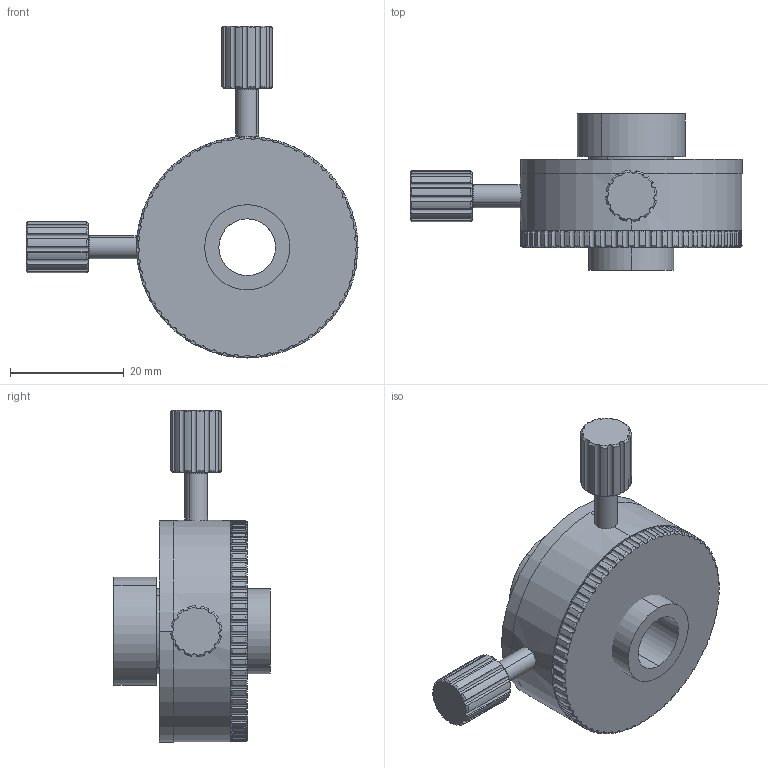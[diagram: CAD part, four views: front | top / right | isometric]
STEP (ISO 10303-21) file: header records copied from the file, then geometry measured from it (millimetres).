
FILE_DESCRIPTION (( 'STEP AP203' ), '1' );
FILE_NAME ('507005.STEP', '2021-05-28T06:13:15', ( '' ), ( '' ), 'SwSTEP 2.0', 'SolidWorks 2020', '' );
FILE_SCHEMA (( 'CONFIG_CONTROL_DESIGN' ));
Length unit declared in the file: millimetre
Products named in the file (1): 507005
Bounding box: 58.45 x 27.5 x 58.45 mm (x, y, z)
Volume: 18503.7 mm3; surface area: 14752.6 mm2
Topology: 10 solids, 10 shells, 585 faces, 1568 edges, 1016 vertices
Faces by surface type: cylinder 291, cone 208, plane 70, torus 10, sphere 6
Entity records: 19452 total; most frequent: CARTESIAN_POINT 4808, ORIENTED_EDGE 3124, DIRECTION 3107, EDGE_CURVE 1562, AXIS2_PLACEMENT_3D 1351, VERTEX_POINT 1016, CIRCLE 765, EDGE_LOOP 624
